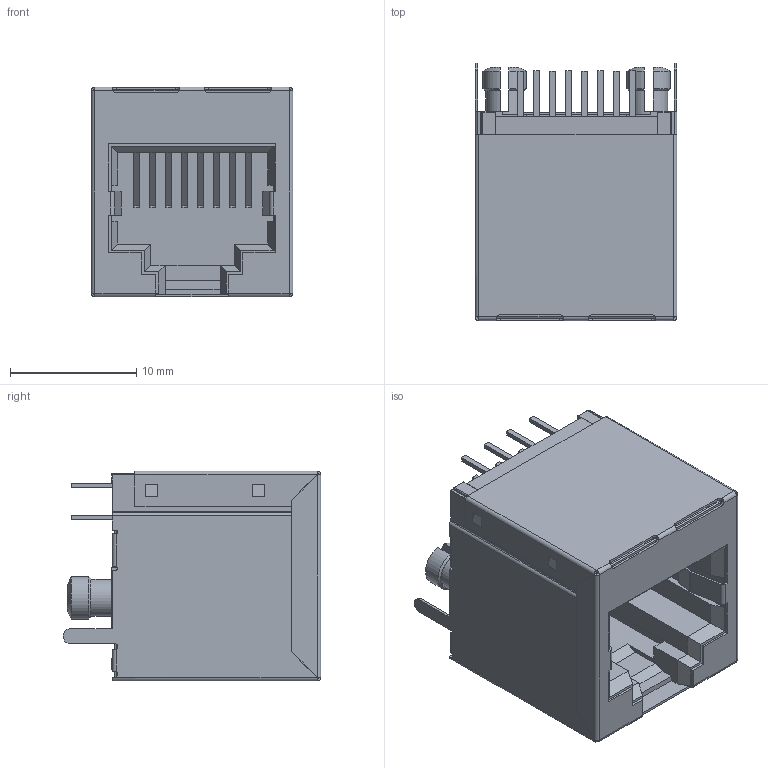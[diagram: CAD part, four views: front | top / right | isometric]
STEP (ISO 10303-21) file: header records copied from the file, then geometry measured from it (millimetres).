
FILE_DESCRIPTION( ( 'Unknown' ), '1' );
FILE_NAME( '615008138221.stp', 'Unknown', ( 'Unknown' ), ( 'Unknown' ), 'PSStep 17.0.49', 'Unknown', ' ' );
FILE_SCHEMA( ( 'AUTOMOTIVE_DESIGN { 1 0 10303 214 1 1 1 1 }' ) );
Length unit declared in the file: millimetre
Products named in the file (6): Assem1; Shielding; Insulator; Insulator_2; Pin2; Pin1
Assembly tree (11 placements, depth 2):
  Assem1
    Shielding
    Insulator
    Insulator_2
    Pin2  x4
    Pin1  x4
Bounding box: 16 x 20.45 x 16.65 mm (x, y, z)
Volume: 2722.5 mm3; surface area: 6469.9 mm2
Topology: 11 solids, 11 shells, 838 faces, 2260 edges, 1427 vertices
Faces by surface type: plane 624, cylinder 170, bspline 24, cone 8, sphere 8, torus 4
Full cylindrical faces by diameter (mm): 0.9 x2
Entity records: 28475 total; most frequent: CARTESIAN_POINT 4437, ORIENTED_EDGE 3898, DIRECTION 3605, EDGE_CURVE 1949, LINE 1585, VECTOR 1585, VERTEX_POINT 1234, AXIS2_PLACEMENT_3D 1010
